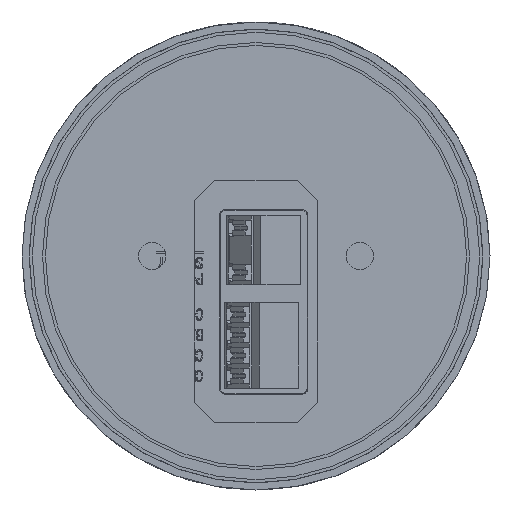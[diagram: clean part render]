
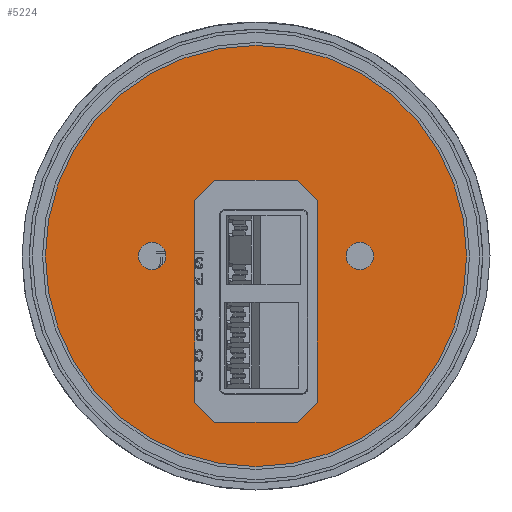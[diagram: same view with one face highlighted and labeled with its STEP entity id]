
A CAD part, front view. The second image highlights one B-rep face of the part: STEP entity #5224.
In plain terms, the highlighted planar face has unit normal (0, -1, 0).
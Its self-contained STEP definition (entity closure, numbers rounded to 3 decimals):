
#335 = DIRECTION ( 'NONE',  ( 0.707, 0., 0.707 ) ) ;
#829 = DIRECTION ( 'NONE',  ( 0., -1., 0. ) ) ;
#880 = LINE ( 'NONE', #15866, #3032 ) ;
#921 = EDGE_CURVE ( 'NONE', #19400, #3733, #20355, .T. ) ;
#975 = VECTOR ( 'NONE', #4895, 1000. ) ;
#1231 = CARTESIAN_POINT ( 'NONE',  ( -7.05, 0., 12.95 ) ) ;
#1319 = DIRECTION ( 'NONE',  ( -1., 0., 0. ) ) ;
#1384 = CIRCLE ( 'NONE', #20803, 2.35 ) ;
#1960 = CARTESIAN_POINT ( 'NONE',  ( 0., 0., 0. ) ) ;
#2158 = FACE_BOUND ( 'NONE', #10341, .T. ) ;
#2175 = CARTESIAN_POINT ( 'NONE',  ( 0., 0., 0. ) ) ;
#2572 = FACE_OUTER_BOUND ( 'NONE', #17542, .T. ) ;
#3032 = VECTOR ( 'NONE', #11341, 1000. ) ;
#3090 = CARTESIAN_POINT ( 'NONE',  ( 17.75, 0., 0. ) ) ;
#3677 = DIRECTION ( 'NONE',  ( 0., 0., 1. ) ) ;
#3733 = VERTEX_POINT ( 'NONE', #7012 ) ;
#3781 = VECTOR ( 'NONE', #13982, 1000. ) ;
#4818 = AXIS2_PLACEMENT_3D ( 'NONE', #2175, #17161, #8676 ) ;
#4895 = DIRECTION ( 'NONE',  ( -0.707, 0., -0.707 ) ) ;
#4936 = DIRECTION ( 'NONE',  ( 0., -1., 0. ) ) ;
#4995 = CIRCLE ( 'NONE', #26661, 2.35 ) ;
#5032 = AXIS2_PLACEMENT_3D ( 'NONE', #16425, #5807, #25189 ) ;
#5053 = VECTOR ( 'NONE', #23590, 1000. ) ;
#5224 = ADVANCED_FACE ( 'NONE', ( #13318, #2158, #21522, #2572 ), #25915, .F. ) ;
#5807 = DIRECTION ( 'NONE',  ( 0., -1., 0. ) ) ;
#6320 = VERTEX_POINT ( 'NONE', #22395 ) ;
#6465 = ORIENTED_EDGE ( 'NONE', *, *, #20598, .F. ) ;
#6592 = EDGE_CURVE ( 'NONE', #12346, #3733, #10347, .T. ) ;
#6754 = LINE ( 'NONE', #8597, #5053 ) ;
#6910 = ORIENTED_EDGE ( 'NONE', *, *, #15853, .T. ) ;
#7012 = CARTESIAN_POINT ( 'NONE',  ( -10.5, 0., -25. ) ) ;
#7120 = VERTEX_POINT ( 'NONE', #21376 ) ;
#7172 = ORIENTED_EDGE ( 'NONE', *, *, #9002, .T. ) ;
#7338 = CIRCLE ( 'NONE', #11838, 2.35 ) ;
#7403 = EDGE_CURVE ( 'NONE', #7120, #23019, #4995, .T. ) ;
#7710 = EDGE_CURVE ( 'NONE', #23019, #7120, #1384, .T. ) ;
#7826 = ORIENTED_EDGE ( 'NONE', *, *, #12308, .T. ) ;
#8056 = CARTESIAN_POINT ( 'NONE',  ( 10.5, 0., 9.5 ) ) ;
#8562 = VERTEX_POINT ( 'NONE', #8056 ) ;
#8573 = EDGE_LOOP ( 'NONE', ( #6465, #7172, #20024, #11345, #13073, #17190, #22561, #6910 ) ) ;
#8597 = CARTESIAN_POINT ( 'NONE',  ( -10.5, 0., -28.45 ) ) ;
#8676 = DIRECTION ( 'NONE',  ( 0., 0., -1. ) ) ;
#8965 = CARTESIAN_POINT ( 'NONE',  ( 17.75, 0., -2.35 ) ) ;
#9002 = EDGE_CURVE ( 'NONE', #23470, #20587, #24276, .T. ) ;
#9031 = DIRECTION ( 'NONE',  ( 0., 0., -1. ) ) ;
#9321 = CARTESIAN_POINT ( 'NONE',  ( -17.75, 0., 0. ) ) ;
#9569 = EDGE_CURVE ( 'NONE', #26120, #17254, #20407, .T. ) ;
#10341 = EDGE_LOOP ( 'NONE', ( #27223, #10516 ) ) ;
#10347 = LINE ( 'NONE', #21384, #16269 ) ;
#10516 = ORIENTED_EDGE ( 'NONE', *, *, #7403, .F. ) ;
#10979 = EDGE_CURVE ( 'NONE', #15401, #6320, #7338, .T. ) ;
#11331 = ORIENTED_EDGE ( 'NONE', *, *, #17022, .F. ) ;
#11341 = DIRECTION ( 'NONE',  ( 0.707, 0., -0.707 ) ) ;
#11345 = ORIENTED_EDGE ( 'NONE', *, *, #6592, .T. ) ;
#11467 = DIRECTION ( 'NONE',  ( 0., -1., 0. ) ) ;
#11838 = AXIS2_PLACEMENT_3D ( 'NONE', #9321, #4936, #23906 ) ;
#12061 = CARTESIAN_POINT ( 'NONE',  ( -10.5, 0., 12.95 ) ) ;
#12308 = EDGE_CURVE ( 'NONE', #22135, #18452, #19554, .T. ) ;
#12346 = VERTEX_POINT ( 'NONE', #14819 ) ;
#12722 = LINE ( 'NONE', #19372, #26483 ) ;
#12909 = DIRECTION ( 'NONE',  ( -0.707, 0., 0.707 ) ) ;
#13073 = ORIENTED_EDGE ( 'NONE', *, *, #921, .F. ) ;
#13318 = FACE_BOUND ( 'NONE', #14521, .T. ) ;
#13748 = LINE ( 'NONE', #21957, #22790 ) ;
#13982 = DIRECTION ( 'NONE',  ( 0., 0., -1. ) ) ;
#14281 = DIRECTION ( 'NONE',  ( 0., 0., -1. ) ) ;
#14399 = CARTESIAN_POINT ( 'NONE',  ( 7.05, 0., 12.95 ) ) ;
#14521 = EDGE_LOOP ( 'NONE', ( #11331, #15188 ) ) ;
#14529 = DIRECTION ( 'NONE',  ( 0., 0., -1. ) ) ;
#14819 = CARTESIAN_POINT ( 'NONE',  ( -7.05, 0., -28.45 ) ) ;
#15188 = ORIENTED_EDGE ( 'NONE', *, *, #10979, .F. ) ;
#15401 = VERTEX_POINT ( 'NONE', #16660 ) ;
#15435 = CARTESIAN_POINT ( 'NONE',  ( 0., 0., 0. ) ) ;
#15484 = AXIS2_PLACEMENT_3D ( 'NONE', #1960, #27840, #14529 ) ;
#15757 = EDGE_CURVE ( 'NONE', #18452, #22135, #17017, .T. ) ;
#15853 = EDGE_CURVE ( 'NONE', #26120, #8562, #880, .T. ) ;
#15866 = CARTESIAN_POINT ( 'NONE',  ( 10., 0., 10. ) ) ;
#16250 = CARTESIAN_POINT ( 'NONE',  ( -10.5, 0., 12.95 ) ) ;
#16269 = VECTOR ( 'NONE', #12909, 1000. ) ;
#16425 = CARTESIAN_POINT ( 'NONE',  ( -17.75, 0., 0. ) ) ;
#16660 = CARTESIAN_POINT ( 'NONE',  ( -17.75, 0., 2.35 ) ) ;
#16682 = EDGE_CURVE ( 'NONE', #12346, #20587, #6754, .T. ) ;
#17017 = CIRCLE ( 'NONE', #4818, 36. ) ;
#17022 = EDGE_CURVE ( 'NONE', #6320, #15401, #22662, .T. ) ;
#17161 = DIRECTION ( 'NONE',  ( 0., -1., 0. ) ) ;
#17190 = ORIENTED_EDGE ( 'NONE', *, *, #25113, .T. ) ;
#17254 = VERTEX_POINT ( 'NONE', #1231 ) ;
#17542 = EDGE_LOOP ( 'NONE', ( #22777, #7826 ) ) ;
#18452 = VERTEX_POINT ( 'NONE', #25823 ) ;
#19026 = VECTOR ( 'NONE', #1319, 1000. ) ;
#19041 = CARTESIAN_POINT ( 'NONE',  ( 10.5, 0., -25. ) ) ;
#19372 = CARTESIAN_POINT ( 'NONE',  ( 10.5, 0., 12.95 ) ) ;
#19400 = VERTEX_POINT ( 'NONE', #23644 ) ;
#19533 = DIRECTION ( 'NONE',  ( 0., 1., 0. ) ) ;
#19554 = CIRCLE ( 'NONE', #15484, 36. ) ;
#20024 = ORIENTED_EDGE ( 'NONE', *, *, #16682, .F. ) ;
#20171 = CARTESIAN_POINT ( 'NONE',  ( 17.75, 0., -17.75 ) ) ;
#20355 = LINE ( 'NONE', #16250, #3781 ) ;
#20407 = LINE ( 'NONE', #12061, #19026 ) ;
#20587 = VERTEX_POINT ( 'NONE', #25313 ) ;
#20598 = EDGE_CURVE ( 'NONE', #23470, #8562, #12722, .T. ) ;
#20803 = AXIS2_PLACEMENT_3D ( 'NONE', #3090, #829, #9031 ) ;
#21376 = CARTESIAN_POINT ( 'NONE',  ( 17.75, 0., 2.35 ) ) ;
#21384 = CARTESIAN_POINT ( 'NONE',  ( -17.75, 0., -17.75 ) ) ;
#21522 = FACE_BOUND ( 'NONE', #8573, .T. ) ;
#21957 = CARTESIAN_POINT ( 'NONE',  ( -10., 0., 10. ) ) ;
#22135 = VERTEX_POINT ( 'NONE', #27450 ) ;
#22395 = CARTESIAN_POINT ( 'NONE',  ( -17.75, 0., -2.35 ) ) ;
#22561 = ORIENTED_EDGE ( 'NONE', *, *, #9569, .F. ) ;
#22662 = CIRCLE ( 'NONE', #5032, 2.35 ) ;
#22777 = ORIENTED_EDGE ( 'NONE', *, *, #15757, .T. ) ;
#22790 = VECTOR ( 'NONE', #335, 1000. ) ;
#23019 = VERTEX_POINT ( 'NONE', #8965 ) ;
#23470 = VERTEX_POINT ( 'NONE', #19041 ) ;
#23590 = DIRECTION ( 'NONE',  ( 1., 0., 0. ) ) ;
#23644 = CARTESIAN_POINT ( 'NONE',  ( -10.5, 0., 9.5 ) ) ;
#23906 = DIRECTION ( 'NONE',  ( 0., 0., -1. ) ) ;
#24276 = LINE ( 'NONE', #20171, #975 ) ;
#24436 = AXIS2_PLACEMENT_3D ( 'NONE', #15435, #19533, #26329 ) ;
#25113 = EDGE_CURVE ( 'NONE', #19400, #17254, #13748, .T. ) ;
#25189 = DIRECTION ( 'NONE',  ( 0., 0., -1. ) ) ;
#25313 = CARTESIAN_POINT ( 'NONE',  ( 7.05, 0., -28.45 ) ) ;
#25823 = CARTESIAN_POINT ( 'NONE',  ( 0., 0., -36. ) ) ;
#25915 = PLANE ( 'NONE',  #24436 ) ;
#26120 = VERTEX_POINT ( 'NONE', #14399 ) ;
#26329 = DIRECTION ( 'NONE',  ( 1., 0., 0. ) ) ;
#26464 = CARTESIAN_POINT ( 'NONE',  ( 17.75, 0., 0. ) ) ;
#26483 = VECTOR ( 'NONE', #3677, 1000. ) ;
#26661 = AXIS2_PLACEMENT_3D ( 'NONE', #26464, #11467, #14281 ) ;
#27223 = ORIENTED_EDGE ( 'NONE', *, *, #7710, .F. ) ;
#27450 = CARTESIAN_POINT ( 'NONE',  ( 0., 0., 36. ) ) ;
#27840 = DIRECTION ( 'NONE',  ( 0., -1., 0. ) ) ;
